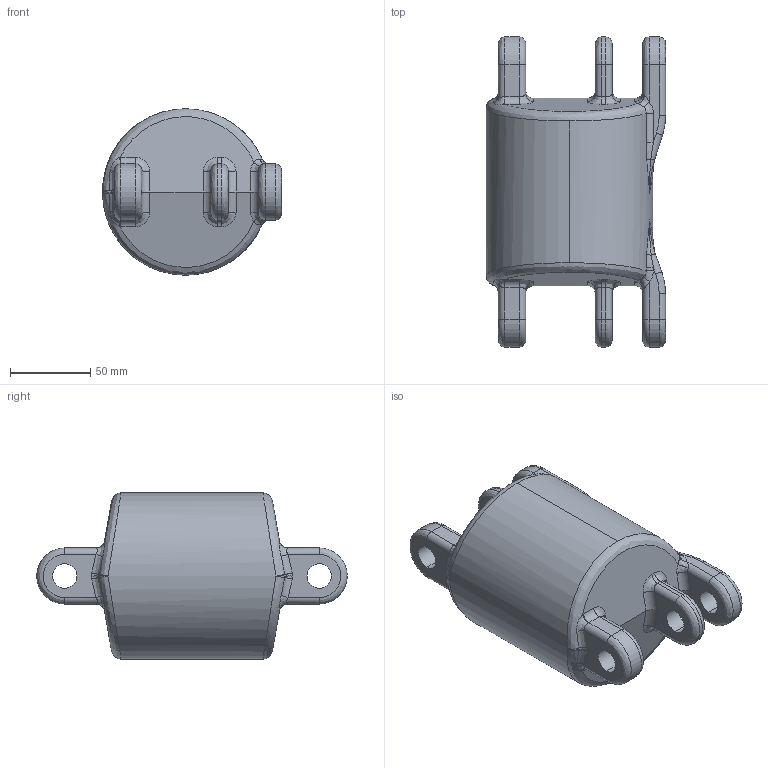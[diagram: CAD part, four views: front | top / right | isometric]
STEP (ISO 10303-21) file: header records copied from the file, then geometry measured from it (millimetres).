
FILE_DESCRIPTION (( 'STEP AP214' ), '1' );
FILE_NAME ('Z100417_Gunnebo.step', '2019-03-11T17:47:21', ( '' ), ( '' ), 'SwSTEP 2.0', 'SolidWorks 2010', '' );
FILE_SCHEMA (( 'AUTOMOTIVE_DESIGN' ));
Length unit declared in the file: millimetre
Products named in the file (1): Z100417_Gunnebo
Bounding box: 111.95 x 194 x 104 mm (x, y, z)
Volume: 1026619.5 mm3; surface area: 71737.3 mm2
Topology: 1 solids, 1 shells, 189 faces, 441 edges, 254 vertices
Faces by surface type: bspline 80, cylinder 79, plane 30
Entity records: 12484 total; most frequent: CARTESIAN_POINT 8929, ORIENTED_EDGE 882, DIRECTION 500, EDGE_CURVE 441, VERTEX_POINT 254, B_SPLINE_CURVE_WITH_KNOTS 220, EDGE_LOOP 201, ADVANCED_FACE 189
